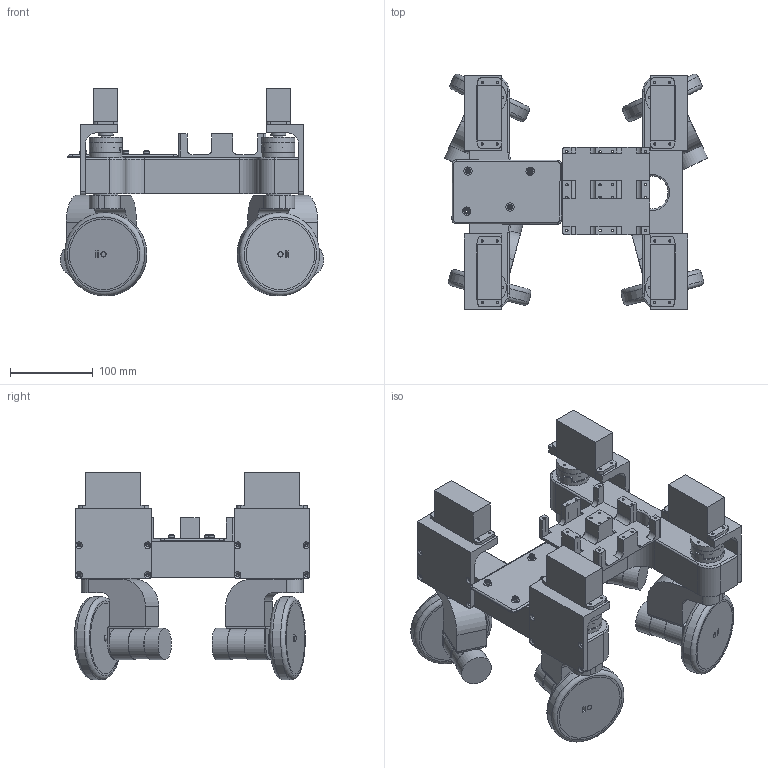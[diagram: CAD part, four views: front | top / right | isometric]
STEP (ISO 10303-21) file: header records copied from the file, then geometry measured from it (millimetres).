
FILE_DESCRIPTION(/* description */ (''),/* implementation_level */ '2;1');
FILE_NAME(/* name */ '42fddb95-f990-4b6e-b7ef-776fa718d36f.stp',/* time_stamp */ '2021-11-14T20:41:50+00:00',/* author */ (''),/* organization */ (''),/* preprocessor_version */ 'ST-DEVELOPER v18.1',/* originating_system */ 'Autodesk Translation Framework v10.10.0.1391',/* authorisation */ '');
FILE_SCHEMA (('AUTOMOTIVE_DESIGN { 1 0 10303 214 3 1 1 }'));
Length unit declared in the file: millimetre
Products named in the file (5): 4_WheeksSwerve01; wheel; wheel(Mirror); wheel(Mirror) (1); wheel(Mirror)(Mirror)
Assembly tree (4 placements, depth 2):
  4_WheeksSwerve01
    wheel
    wheel(Mirror)
    wheel(Mirror) (1)
    wheel(Mirror)(Mirror)
Bounding box: 317.67 x 284.03 x 250.2 mm (x, y, z)
Volume: 3748208.6 mm3; surface area: 723447.6 mm2
Topology: 39 solids, 39 shells, 1069 faces, 2520 edges, 1642 vertices
Faces by surface type: cylinder 508, plane 459, cone 80, torus 22
Full cylindrical faces by diameter (mm): 2 x4, 2.8 x100, 3 x104, 3.6 x32, 3.8 x8, 4 x16, 4.5 x8, 6 x4, 6.5 x4, 7 x4, 7.357 x16, 7.857 x8, 11 x4, 12 x8, 18 x4, 30 x4, 31 x4, 36 x4, 38 x8, 39.5 x4, 40 x10, 77 x8, 85 x16, 100 x4
Entity records: 32328 total; most frequent: DIRECTION 5828, CARTESIAN_POINT 5528, ORIENTED_EDGE 5040, EDGE_CURVE 2520, AXIS2_PLACEMENT_3D 2246, VERTEX_POINT 1642, EDGE_LOOP 1618, LINE 1336
